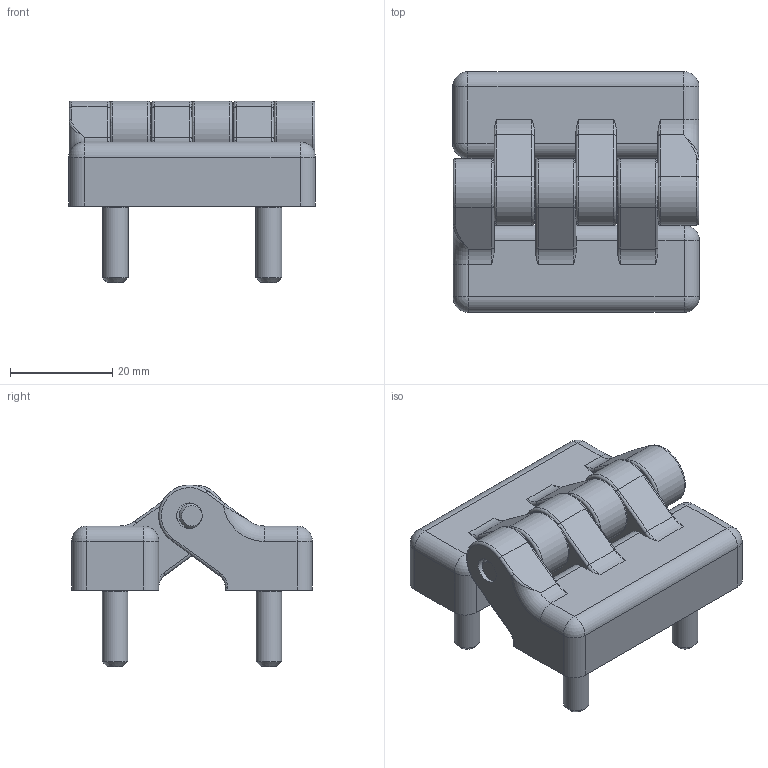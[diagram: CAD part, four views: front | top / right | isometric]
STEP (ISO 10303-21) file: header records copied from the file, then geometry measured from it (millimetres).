
FILE_DESCRIPTION(/* description */ ('File step'),/* implementation_level */ '2;1');
FILE_NAME(/* name */ '6388200',/* time_stamp */ '2022-02-21T13:51:12+01:00',/* author */ ('Zorzan D.'),/* organization */ ('Gamm Srl.'),/* preprocessor_version */ 'ST-DEVELOPER v16.7',/* originating_system */ 'Solid Edge',/* authorisation */ 'Unknown');
FILE_SCHEMA (('CONFIG_CONTROL_DESIGN'));
Length unit declared in the file: millimetre
Products named in the file (1): Parte13
Bounding box: 48.2 x 47 x 35.49 mm (x, y, z)
Volume: 26098.4 mm3; surface area: 12740.6 mm2
Topology: 1 solids, 5 shells, 275 faces, 706 edges, 435 vertices
Faces by surface type: cylinder 117, plane 100, torus 40, cone 10, sphere 6, bspline 2
Full cylindrical faces by diameter (mm): 5 x11
Entity records: 10092 total; most frequent: DIRECTION 1498, CARTESIAN_POINT 1482, ORIENTED_EDGE 1328, EDGE_CURVE 664, AXIS2_PLACEMENT_3D 588, VERTEX_POINT 424, LINE 322, VECTOR 322
